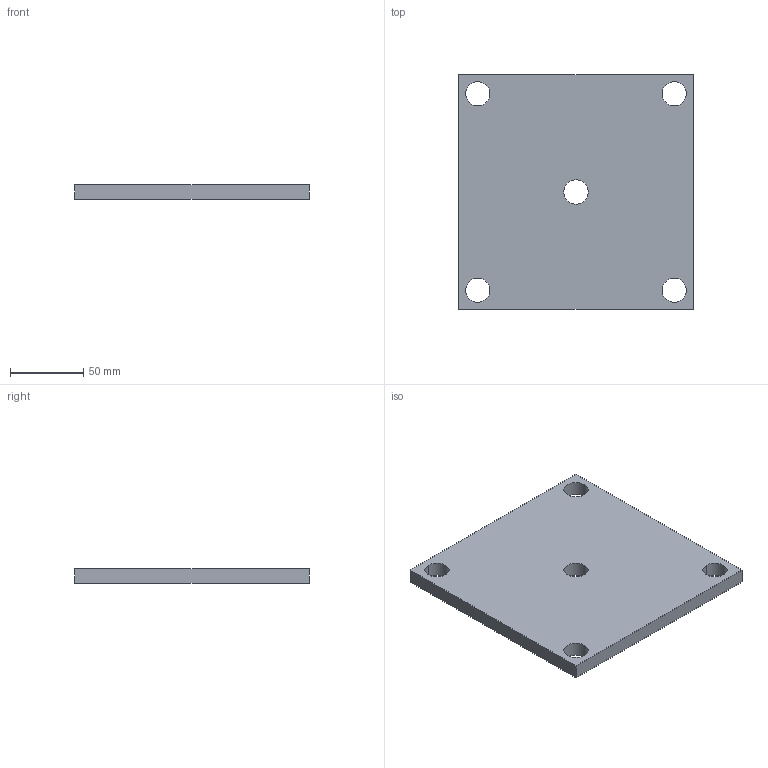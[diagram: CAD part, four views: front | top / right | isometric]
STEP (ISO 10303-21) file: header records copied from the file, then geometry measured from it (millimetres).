
FILE_DESCRIPTION(('CATIA V5 STEP Exchange'),'2;1');
FILE_NAME('SiegeDouche_MachoireInf.stp','2021-05-12T16:43:08+00:00',('none'),('none'),'CATIA Version 5-6 Release 2017 SP5','CATIA V5 STEP AP203','none');
FILE_SCHEMA(('CONFIG_CONTROL_DESIGN'));
Length unit declared in the file: millimetre
Products named in the file (1): SiegeDouche_MachoireInf
Bounding box: 160 x 160 x 10 mm (x, y, z)
Volume: 245308.8 mm3; surface area: 58053.6 mm2
Topology: 1 solids, 1 shells, 16 faces, 42 edges, 28 vertices
Faces by surface type: cylinder 10, plane 6
Entity records: 522 total; most frequent: ORIENTED_EDGE 84, CARTESIAN_POINT 82, DIRECTION 64, EDGE_CURVE 42, AXIS2_PLACEMENT_3D 32, VERTEX_POINT 28, EDGE_LOOP 26, VECTOR 22
